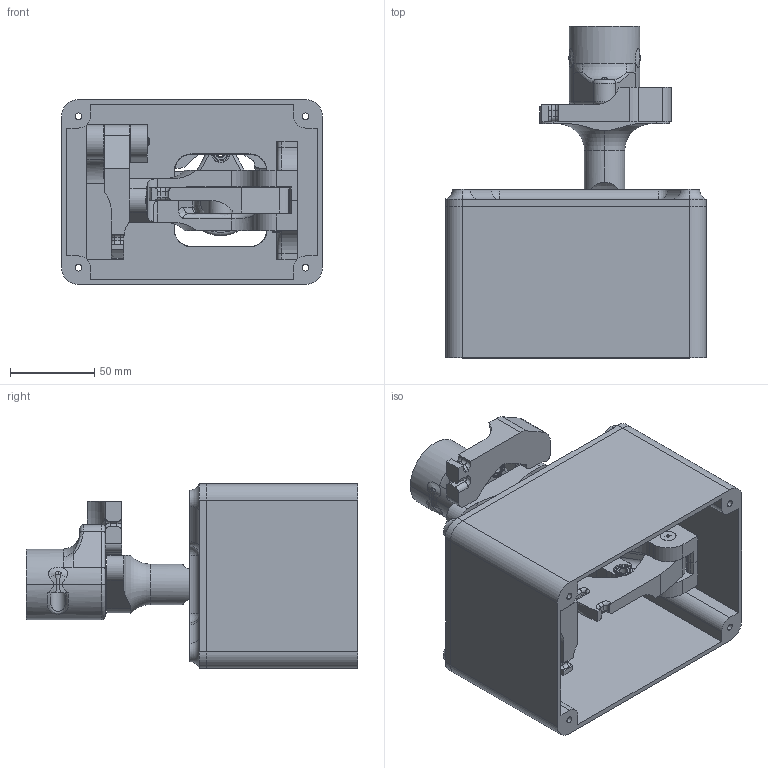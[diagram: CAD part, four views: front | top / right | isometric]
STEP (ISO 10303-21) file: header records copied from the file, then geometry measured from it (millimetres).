
FILE_DESCRIPTION (( 'STEP AP203' ), '1' );
FILE_NAME ('Gimbal.STEP', '2021-12-30T21:11:19', ( '' ), ( '' ), 'SwSTEP 2.0', 'SolidWorks 2021', '' );
FILE_SCHEMA (( 'CONFIG_CONTROL_DESIGN' ));
Length unit declared in the file: millimetre
Products named in the file (15): Bearing_6804; Bearing_6802; Axis B Block; Bearing Block B; CAM Twist; Center Core; Twist; Top Plate; CAM Roll; Gimbal; Bearing_MF105; Bearing_685; Robenson head bolt; CAM Yaw; Bearing Block A
Assembly tree (24 placements, depth 2):
  Gimbal
    Center Core
    Top Plate
    Bearing Block A
    Bearing Block B
    Axis B Block
    CAM Roll
    CAM Yaw
    Bearing_685  x3
    Bearing_6802  x5
    Bearing_MF105  x4
    Robenson head bolt  x2
    Bearing_6804
    Twist
    CAM Twist
Bounding box: 155 x 197.27 x 110 mm (x, y, z)
Volume: 636480.3 mm3; surface area: 251797.9 mm2
Topology: 27 solids, 27 shells, 1241 faces, 3029 edges, 1918 vertices
Faces by surface type: cylinder 554, plane 370, cone 141, torus 120, bspline 48, sphere 8
Entity records: 39960 total; most frequent: CARTESIAN_POINT 13992, DIRECTION 5231, ORIENTED_EDGE 4988, EDGE_CURVE 2494, AXIS2_PLACEMENT_3D 2081, VERTEX_POINT 1594, CIRCLE 1125, EDGE_LOOP 1116
